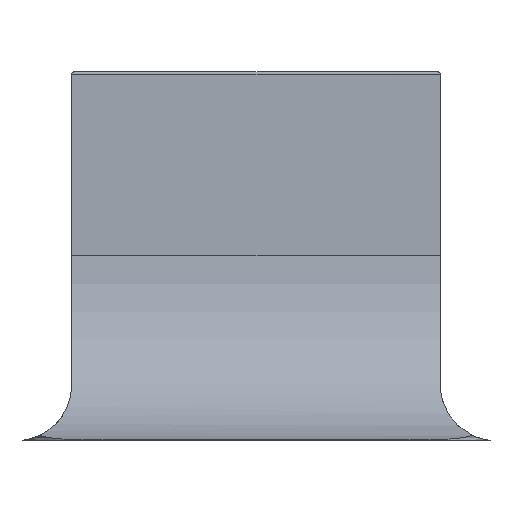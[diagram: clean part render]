
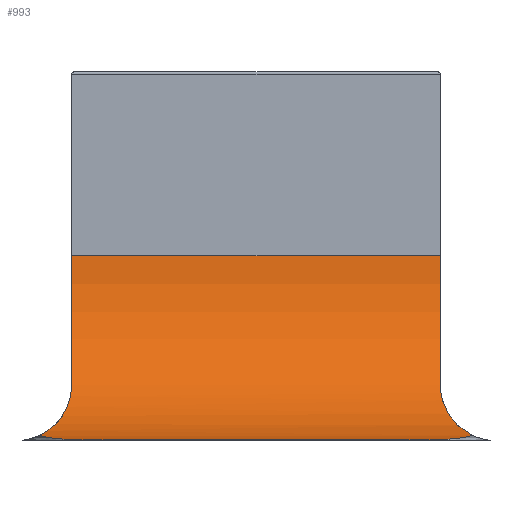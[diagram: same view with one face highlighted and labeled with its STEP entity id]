
A CAD part, left-side view. The second image highlights one B-rep face of the part: STEP entity #993.
In plain terms, the highlighted cylindrical face has radius 0.625 mm (diameter 1.25 mm), a partial arc.
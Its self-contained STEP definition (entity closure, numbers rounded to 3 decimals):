
#694 = EDGE_CURVE('',#695,#697,#699,.T.);
#695 = VERTEX_POINT('',#696);
#696 = CARTESIAN_POINT('',(-1.181,0.625,0.186));
#697 = VERTEX_POINT('',#698);
#698 = CARTESIAN_POINT('',(-1.489,0.735,
    0.016));
#699 = B_SPLINE_CURVE_WITH_KNOTS('',8,(#700,#701,#702,#703,#704,#705,
    #706,#707,#708,#709,#710,#711,#712,#713,#714,#715,#716,#717,#718,
    #719,#720,#721,#722),.UNSPECIFIED.,.F.,.F.,(9,7,7,9),(0.,
    0.643,0.859,1.),.UNSPECIFIED.);
#700 = CARTESIAN_POINT('',(-1.181,0.625,0.186));
#701 = CARTESIAN_POINT('',(-1.205,0.625,0.162));
#702 = CARTESIAN_POINT('',(-1.232,0.629,0.138
    ));
#703 = CARTESIAN_POINT('',(-1.261,0.636,0.115
    ));
#704 = CARTESIAN_POINT('',(-1.293,0.646,
    0.093));
#705 = CARTESIAN_POINT('',(-1.327,0.659,
    0.074));
#706 = CARTESIAN_POINT('',(-1.362,0.674,
    0.057));
#707 = CARTESIAN_POINT('',(-1.399,0.691,
    0.042));
#708 = CARTESIAN_POINT('',(-1.451,0.716,
    0.026));
#709 = CARTESIAN_POINT('',(-1.463,0.722,
    0.022));
#710 = CARTESIAN_POINT('',(-1.476,0.728,
    0.019));
#711 = CARTESIAN_POINT('',(-1.489,0.734,
    0.016));
#712 = CARTESIAN_POINT('',(-1.502,0.741,
    0.013));
#713 = CARTESIAN_POINT('',(-1.516,0.748,
    0.01));
#714 = CARTESIAN_POINT('',(-1.53,0.754,
    0.008));
#715 = CARTESIAN_POINT('',(-1.553,0.765,
    0.005));
#716 = CARTESIAN_POINT('',(-1.561,0.768,
    0.004));
#717 = CARTESIAN_POINT('',(-1.569,0.772,
    0.003));
#718 = CARTESIAN_POINT('',(-1.578,0.776,
    0.003));
#719 = CARTESIAN_POINT('',(-1.589,0.779,
    0.002));
#720 = CARTESIAN_POINT('',(-1.6,0.783,
    0.001));
#721 = CARTESIAN_POINT('',(-1.612,0.785,
    0.001));
#722 = CARTESIAN_POINT('',(-1.625,0.785,0.001));
#775 = EDGE_CURVE('',#776,#778,#780,.T.);
#776 = VERTEX_POINT('',#777);
#777 = CARTESIAN_POINT('',(-1.489,-0.735,
    0.016));
#778 = VERTEX_POINT('',#779);
#779 = CARTESIAN_POINT('',(-1.181,-0.625,0.187));
#780 = B_SPLINE_CURVE_WITH_KNOTS('',8,(#781,#782,#783,#784,#785,#786,
    #787,#788,#789,#790,#791,#792,#793,#794,#795,#796,#797,#798,#799,
    #800,#801,#802,#803,#804,#805,#806,#807,#808,#809,#810),
  .UNSPECIFIED.,.F.,.F.,(9,7,7,7,9),(0.,0.117,0.212,
    0.351,1.),.UNSPECIFIED.);
#781 = CARTESIAN_POINT('',(-1.625,-0.785,0.001));
#782 = CARTESIAN_POINT('',(-1.613,-0.785,0.001));
#783 = CARTESIAN_POINT('',(-1.603,-0.783,
    0.001));
#784 = CARTESIAN_POINT('',(-1.593,-0.781,
    0.002));
#785 = CARTESIAN_POINT('',(-1.584,-0.778,
    0.002));
#786 = CARTESIAN_POINT('',(-1.576,-0.774,
    0.003));
#787 = CARTESIAN_POINT('',(-1.568,-0.771,
    0.004));
#788 = CARTESIAN_POINT('',(-1.561,-0.768,
    0.004));
#789 = CARTESIAN_POINT('',(-1.547,-0.762,
    0.006));
#790 = CARTESIAN_POINT('',(-1.541,-0.759,
    0.007));
#791 = CARTESIAN_POINT('',(-1.534,-0.756,
    0.008));
#792 = CARTESIAN_POINT('',(-1.528,-0.754,
    0.008));
#793 = CARTESIAN_POINT('',(-1.522,-0.751,
    0.009));
#794 = CARTESIAN_POINT('',(-1.516,-0.748,
    0.01));
#795 = CARTESIAN_POINT('',(-1.511,-0.745,
    0.012));
#796 = CARTESIAN_POINT('',(-1.496,-0.738,
    0.014));
#797 = CARTESIAN_POINT('',(-1.487,-0.734,
    0.016));
#798 = CARTESIAN_POINT('',(-1.479,-0.729,
    0.018));
#799 = CARTESIAN_POINT('',(-1.47,-0.725,
    0.02));
#800 = CARTESIAN_POINT('',(-1.462,-0.721,
    0.023));
#801 = CARTESIAN_POINT('',(-1.453,-0.717,
    0.025));
#802 = CARTESIAN_POINT('',(-1.445,-0.713,
    0.027));
#803 = CARTESIAN_POINT('',(-1.399,-0.691,
    0.042));
#804 = CARTESIAN_POINT('',(-1.362,-0.674,
    0.057));
#805 = CARTESIAN_POINT('',(-1.326,-0.659,
    0.074));
#806 = CARTESIAN_POINT('',(-1.292,-0.646,
    0.094));
#807 = CARTESIAN_POINT('',(-1.261,-0.636,
    0.115));
#808 = CARTESIAN_POINT('',(-1.232,-0.629,0.138
    ));
#809 = CARTESIAN_POINT('',(-1.205,-0.625,0.162));
#810 = CARTESIAN_POINT('',(-1.181,-0.625,0.187));
#916 = VERTEX_POINT('',#917);
#917 = CARTESIAN_POINT('',(-1.625,-0.453,0.001));
#923 = EDGE_CURVE('',#916,#776,#924,.T.);
#924 = B_SPLINE_CURVE_WITH_KNOTS('',6,(#925,#926,#927,#928,#929,#930,
    #931,#932,#933,#934,#935,#936),.UNSPECIFIED.,.F.,.F.,(7,5,7),(0.,
    0.408,1.),.UNSPECIFIED.);
#925 = CARTESIAN_POINT('',(-1.625,-0.453,0.001));
#926 = CARTESIAN_POINT('',(-1.625,-0.483,0.001));
#927 = CARTESIAN_POINT('',(-1.622,-0.513,
    0.001));
#928 = CARTESIAN_POINT('',(-1.616,-0.542,
    0.001));
#929 = CARTESIAN_POINT('',(-1.607,-0.57,
    0.001));
#930 = CARTESIAN_POINT('',(-1.596,-0.598,
    0.002));
#931 = CARTESIAN_POINT('',(-1.562,-0.661,
    0.004));
#932 = CARTESIAN_POINT('',(-1.537,-0.695,
    0.006));
#933 = CARTESIAN_POINT('',(-1.507,-0.725,
    0.011));
#934 = CARTESIAN_POINT('',(-1.475,-0.75,
    0.018));
#935 = CARTESIAN_POINT('',(-1.439,-0.77,
    0.028));
#936 = CARTESIAN_POINT('',(-1.403,-0.785,
    0.042));
#948 = VERTEX_POINT('',#949);
#949 = CARTESIAN_POINT('',(-1.625,0.453,0.001));
#957 = EDGE_CURVE('',#948,#916,#958,.T.);
#958 = LINE('',#959,#960);
#959 = CARTESIAN_POINT('',(-1.625,1.,0.001));
#960 = VECTOR('',#961,1.);
#961 = DIRECTION('',(0.,-1.,0.));
#973 = EDGE_CURVE('',#948,#697,#974,.T.);
#974 = B_SPLINE_CURVE_WITH_KNOTS('',6,(#975,#976,#977,#978,#979,#980,
    #981,#982,#983,#984,#985,#986),.UNSPECIFIED.,.F.,.F.,(7,5,7),(0.,
    0.408,1.),.UNSPECIFIED.);
#975 = CARTESIAN_POINT('',(-1.625,0.453,0.001));
#976 = CARTESIAN_POINT('',(-1.625,0.483,0.001));
#977 = CARTESIAN_POINT('',(-1.622,0.513,
    0.001));
#978 = CARTESIAN_POINT('',(-1.616,0.542,
    0.001));
#979 = CARTESIAN_POINT('',(-1.607,0.57,
    0.001));
#980 = CARTESIAN_POINT('',(-1.596,0.598,
    0.002));
#981 = CARTESIAN_POINT('',(-1.562,0.661,
    0.004));
#982 = CARTESIAN_POINT('',(-1.537,0.695,
    0.006));
#983 = CARTESIAN_POINT('',(-1.507,0.725,
    0.011));
#984 = CARTESIAN_POINT('',(-1.475,0.75,
    0.018));
#985 = CARTESIAN_POINT('',(-1.439,0.77,
    0.028));
#986 = CARTESIAN_POINT('',(-1.403,0.785,
    0.042));
#993 = ADVANCED_FACE('',(#994),#1025,.F.);
#994 = FACE_BOUND('',#995,.T.);
#995 = EDGE_LOOP('',(#996,#1005,#1006,#1007,#1008,#1009,#1010,#1019));
#996 = ORIENTED_EDGE('',*,*,#997,.T.);
#997 = EDGE_CURVE('',#998,#695,#1000,.T.);
#998 = VERTEX_POINT('',#999);
#999 = CARTESIAN_POINT('',(-1.,0.625,0.626));
#1000 = CIRCLE('',#1001,0.625);
#1001 = AXIS2_PLACEMENT_3D('',#1002,#1003,#1004);
#1002 = CARTESIAN_POINT('',(-1.625,0.625,0.626));
#1003 = DIRECTION('',(0.,1.,0.));
#1004 = DIRECTION('',(1.,0.,0.));
#1005 = ORIENTED_EDGE('',*,*,#694,.T.);
#1006 = ORIENTED_EDGE('',*,*,#973,.F.);
#1007 = ORIENTED_EDGE('',*,*,#957,.T.);
#1008 = ORIENTED_EDGE('',*,*,#923,.T.);
#1009 = ORIENTED_EDGE('',*,*,#775,.T.);
#1010 = ORIENTED_EDGE('',*,*,#1011,.F.);
#1011 = EDGE_CURVE('',#1012,#778,#1014,.T.);
#1012 = VERTEX_POINT('',#1013);
#1013 = CARTESIAN_POINT('',(-1.,-0.625,0.626));
#1014 = CIRCLE('',#1015,0.625);
#1015 = AXIS2_PLACEMENT_3D('',#1016,#1017,#1018);
#1016 = CARTESIAN_POINT('',(-1.625,-0.625,0.626));
#1017 = DIRECTION('',(0.,1.,0.));
#1018 = DIRECTION('',(1.,0.,0.));
#1019 = ORIENTED_EDGE('',*,*,#1020,.F.);
#1020 = EDGE_CURVE('',#998,#1012,#1021,.T.);
#1021 = LINE('',#1022,#1023);
#1022 = CARTESIAN_POINT('',(-1.,1.,0.626));
#1023 = VECTOR('',#1024,1.);
#1024 = DIRECTION('',(0.,-1.,0.));
#1025 = CYLINDRICAL_SURFACE('',#1026,0.625);
#1026 = AXIS2_PLACEMENT_3D('',#1027,#1028,#1029);
#1027 = CARTESIAN_POINT('',(-1.625,1.,0.626));
#1028 = DIRECTION('',(0.,1.,0.));
#1029 = DIRECTION('',(1.,0.,0.));
